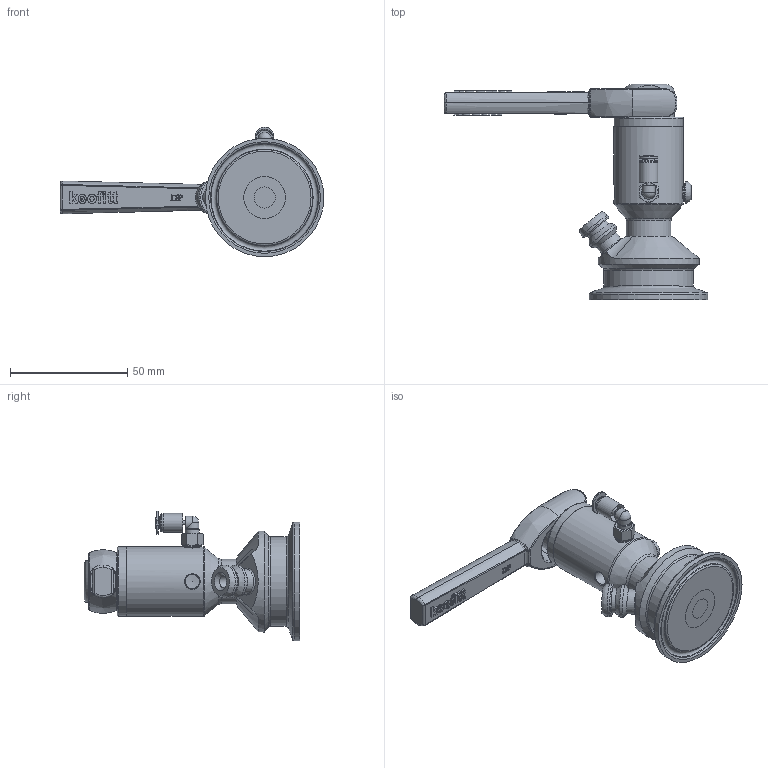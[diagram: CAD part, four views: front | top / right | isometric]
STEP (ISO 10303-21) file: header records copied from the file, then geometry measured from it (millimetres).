
FILE_DESCRIPTION(/* description */ ('This is a sample STEP configuration'),/* implementation_level */ '2;1');
FILE_NAME(/* name */ '452244PTFE.stp',/* time_stamp */ '2021-04-16T08:21:58+02:00',/* author */ ('powerJobs'),/* organization */ ('coolOrange'),/* preprocessor_version */ 'ST-DEVELOPER v18',/* originating_system */ 'Autodesk Inventor 2020',/* authorisation */ '');
FILE_SCHEMA (('AUTOMOTIVE_DESIGN { 1 0 10303 214 3 1 1 }'));
Length unit declared in the file: millimetre
Products named in the file (1): 452244PTFE
Bounding box: 112.2 x 91.7 x 55.1 mm (x, y, z)
Volume: 83988 mm3; surface area: 37847.7 mm2
Topology: 17 solids, 17 shells, 801 faces, 2157 edges, 1455 vertices
Faces by surface type: plane 312, bspline 213, cylinder 142, cone 71, torus 57, sphere 6
Full cylindrical faces by diameter (mm): 1.7 x3, 3 x2, 3.7 x1, 4 x2, 4.3 x2, 4.65 x1, 5 x6, 5.05 x3, 6 x5, 6.05 x1, 6.1 x1, 6.25 x2, 6.6 x2, 6.8 x1, 6.95 x1, 7 x1, 7.388 x1, 7.4 x2, 7.6 x1, 8 x3, 8.09 x1, 8.6 x1, 9 x1, 9.3 x1, 9.4 x1, 9.5 x1, 10 x2, 10.1 x1, 10.2 x1, 10.5 x3
Entity records: 29977 total; most frequent: CARTESIAN_POINT 9782, ORIENTED_EDGE 4288, DIRECTION 3574, EDGE_CURVE 2144, VERTEX_POINT 1455, AXIS2_PLACEMENT_3D 1334, LINE 906, VECTOR 906
